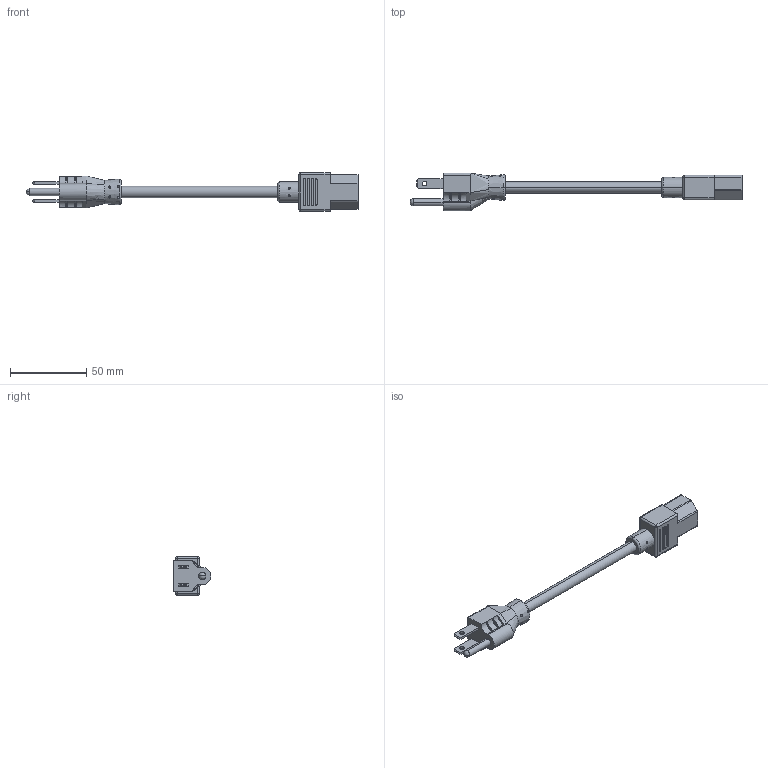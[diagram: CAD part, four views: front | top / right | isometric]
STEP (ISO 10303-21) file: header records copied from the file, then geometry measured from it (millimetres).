
FILE_DESCRIPTION (( 'STEP AP214' ), '1' );
FILE_NAME ('OWN515C13-15-15F_3D.step', '2025-01-31T22:04:00', ( '' ), ( '' ), 'SwSTEP 2.0', 'SolidWorks 2022', '' );
FILE_SCHEMA (( 'AUTOMOTIVE_DESIGN' ));
Length unit declared in the file: inch
Products named in the file (4): SJTOW3X14AWG CABLE; NEMA_5-15P; EN60320-C13; OWN515C13-15-15F_3D
Assembly tree (3 placements, depth 2):
  OWN515C13-15-15F_3D
    SJTOW3X14AWG CABLE
    NEMA_5-15P
    EN60320-C13
Bounding box: 217.04 x 24.64 x 25.27 mm (x, y, z)
Volume: 32953.5 mm3; surface area: 13096.1 mm2
Topology: 3 solids, 3 shells, 206 faces, 527 edges, 339 vertices
Faces by surface type: plane 96, cylinder 84, torus 12, sphere 6, bspline 6, cone 2
Entity records: 7987 total; most frequent: CARTESIAN_POINT 2087, ORIENTED_EDGE 1042, DIRECTION 1015, EDGE_CURVE 521, AXIS2_PLACEMENT_3D 363, VERTEX_POINT 339, LINE 289, VECTOR 289
